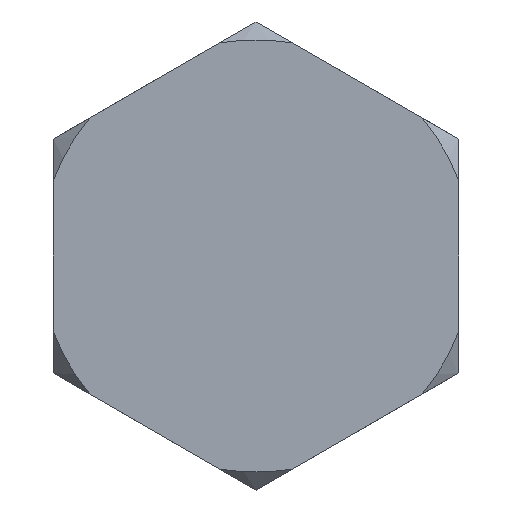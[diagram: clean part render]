
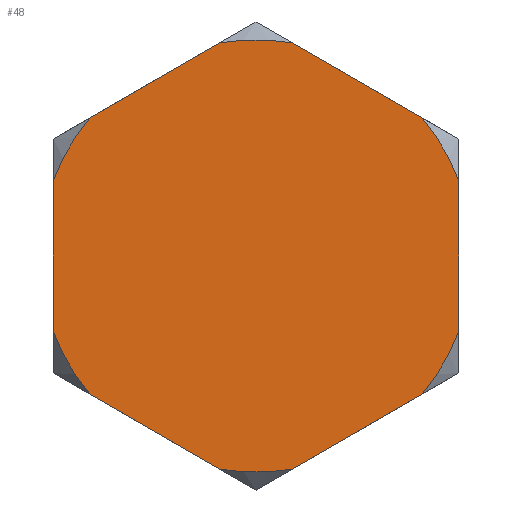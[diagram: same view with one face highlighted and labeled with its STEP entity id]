
A CAD part, front view. The second image highlights one B-rep face of the part: STEP entity #48.
In plain terms, the highlighted planar face has unit normal (0, -1, 0).
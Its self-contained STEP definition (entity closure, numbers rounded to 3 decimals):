
#48 = ADVANCED_FACE( '', ( #99 ), #100, .F. );
#99 = FACE_OUTER_BOUND( '', #183, .T. );
#100 = PLANE( '', #184 );
#183 = EDGE_LOOP( '', ( #256, #257, #258, #259, #260, #261, #262, #263, #264, #265, #266, #267 ) );
#184 = AXIS2_PLACEMENT_3D( '', #268, #269, #270 );
#256 = ORIENTED_EDGE( '', *, *, #366, .T. );
#257 = ORIENTED_EDGE( '', *, *, #367, .T. );
#258 = ORIENTED_EDGE( '', *, *, #368, .T. );
#259 = ORIENTED_EDGE( '', *, *, #353, .T. );
#260 = ORIENTED_EDGE( '', *, *, #369, .T. );
#261 = ORIENTED_EDGE( '', *, *, #370, .T. );
#262 = ORIENTED_EDGE( '', *, *, #362, .T. );
#263 = ORIENTED_EDGE( '', *, *, #371, .T. );
#264 = ORIENTED_EDGE( '', *, *, #372, .T. );
#265 = ORIENTED_EDGE( '', *, *, #347, .T. );
#266 = ORIENTED_EDGE( '', *, *, #373, .T. );
#267 = ORIENTED_EDGE( '', *, *, #359, .T. );
#268 = CARTESIAN_POINT( '', ( 16., 0., 0. ) );
#269 = DIRECTION( '', ( 0., 1., 0. ) );
#270 = DIRECTION( '', ( 0., 0., 1. ) );
#347 = EDGE_CURVE( '', #405, #403, #406, .T. );
#353 = EDGE_CURVE( '', #415, #413, #416, .T. );
#359 = EDGE_CURVE( '', #425, #423, #426, .T. );
#362 = EDGE_CURVE( '', #429, #430, #431, .T. );
#366 = EDGE_CURVE( '', #423, #436, #437, .T. );
#367 = EDGE_CURVE( '', #436, #438, #439, .T. );
#368 = EDGE_CURVE( '', #438, #415, #440, .T. );
#369 = EDGE_CURVE( '', #413, #441, #442, .T. );
#370 = EDGE_CURVE( '', #441, #429, #443, .T. );
#371 = EDGE_CURVE( '', #430, #444, #445, .T. );
#372 = EDGE_CURVE( '', #444, #405, #446, .T. );
#373 = EDGE_CURVE( '', #403, #425, #447, .T. );
#403 = VERTEX_POINT( '', #524 );
#405 = VERTEX_POINT( '', #531 );
#406 = LINE( '', #532, #533 );
#413 = VERTEX_POINT( '', #545 );
#415 = VERTEX_POINT( '', #552 );
#416 = LINE( '', #553, #554 );
#423 = VERTEX_POINT( '', #566 );
#425 = VERTEX_POINT( '', #573 );
#426 = LINE( '', #574, #575 );
#429 = VERTEX_POINT( '', #581 );
#430 = VERTEX_POINT( '', #582 );
#431 = CIRCLE( '', #583, 16. );
#436 = VERTEX_POINT( '', #598 );
#437 = CIRCLE( '', #599, 16. );
#438 = VERTEX_POINT( '', #600 );
#439 = LINE( '', #601, #602 );
#440 = CIRCLE( '', #603, 16. );
#441 = VERTEX_POINT( '', #604 );
#442 = CIRCLE( '', #605, 16. );
#443 = LINE( '', #606, #607 );
#444 = VERTEX_POINT( '', #608 );
#445 = LINE( '', #609, #610 );
#446 = CIRCLE( '', #611, 16. );
#447 = CIRCLE( '', #612, 16. );
#524 = CARTESIAN_POINT( '', ( 2.678, 0., 15.774 ) );
#531 = CARTESIAN_POINT( '', ( 12.322, 0., 10.206 ) );
#532 = CARTESIAN_POINT( '', ( 19.5, 0., 6.062 ) );
#533 = VECTOR( '', #642, 1000. );
#545 = CARTESIAN_POINT( '', ( -2.678, 0., -15.774 ) );
#552 = CARTESIAN_POINT( '', ( -12.322, 0., -10.206 ) );
#553 = CARTESIAN_POINT( '', ( 4.5, 0., -19.919 ) );
#554 = VECTOR( '', #645, 1000. );
#566 = CARTESIAN_POINT( '', ( -12.322, 0., 10.206 ) );
#573 = CARTESIAN_POINT( '', ( -2.678, 0., 15.774 ) );
#574 = CARTESIAN_POINT( '', ( 4.5, 0., 19.919 ) );
#575 = VECTOR( '', #648, 1000. );
#581 = CARTESIAN_POINT( '', ( 12.322, 0., -10.206 ) );
#582 = CARTESIAN_POINT( '', ( 15., 0., -5.568 ) );
#583 = AXIS2_PLACEMENT_3D( '', #649, #650, #651 );
#598 = CARTESIAN_POINT( '', ( -15., 0., 5.568 ) );
#599 = AXIS2_PLACEMENT_3D( '', #652, #653, #654 );
#600 = CARTESIAN_POINT( '', ( -15., 0., -5.568 ) );
#601 = CARTESIAN_POINT( '', ( -15., 0., 0. ) );
#602 = VECTOR( '', #655, 1000. );
#603 = AXIS2_PLACEMENT_3D( '', #656, #657, #658 );
#604 = CARTESIAN_POINT( '', ( 2.678, 0., -15.774 ) );
#605 = AXIS2_PLACEMENT_3D( '', #659, #660, #661 );
#606 = CARTESIAN_POINT( '', ( 19.5, 0., -6.062 ) );
#607 = VECTOR( '', #662, 1000. );
#608 = CARTESIAN_POINT( '', ( 15., 0., 5.568 ) );
#609 = CARTESIAN_POINT( '', ( 15., 0., 0. ) );
#610 = VECTOR( '', #663, 1000. );
#611 = AXIS2_PLACEMENT_3D( '', #664, #665, #666 );
#612 = AXIS2_PLACEMENT_3D( '', #667, #668, #669 );
#642 = DIRECTION( '', ( -0.866, 0., 0.5 ) );
#645 = DIRECTION( '', ( 0.866, 0., -0.5 ) );
#648 = DIRECTION( '', ( -0.866, 0., -0.5 ) );
#649 = CARTESIAN_POINT( '', ( 0., 0., 0. ) );
#650 = DIRECTION( '', ( 0., -1., 0. ) );
#651 = DIRECTION( '', ( 0., 0., -1. ) );
#652 = CARTESIAN_POINT( '', ( 0., 0., 0. ) );
#653 = DIRECTION( '', ( 0., -1., 0. ) );
#654 = DIRECTION( '', ( 0., 0., -1. ) );
#655 = DIRECTION( '', ( 0., 0., -1. ) );
#656 = CARTESIAN_POINT( '', ( 0., 0., 0. ) );
#657 = DIRECTION( '', ( 0., -1., 0. ) );
#658 = DIRECTION( '', ( 0., 0., -1. ) );
#659 = CARTESIAN_POINT( '', ( 0., 0., 0. ) );
#660 = DIRECTION( '', ( 0., -1., 0. ) );
#661 = DIRECTION( '', ( 0., 0., -1. ) );
#662 = DIRECTION( '', ( 0.866, 0., 0.5 ) );
#663 = DIRECTION( '', ( 0., 0., 1. ) );
#664 = CARTESIAN_POINT( '', ( 0., 0., 0. ) );
#665 = DIRECTION( '', ( 0., -1., 0. ) );
#666 = DIRECTION( '', ( 0., 0., -1. ) );
#667 = CARTESIAN_POINT( '', ( 0., 0., 0. ) );
#668 = DIRECTION( '', ( 0., -1., 0. ) );
#669 = DIRECTION( '', ( 0., 0., -1. ) );
